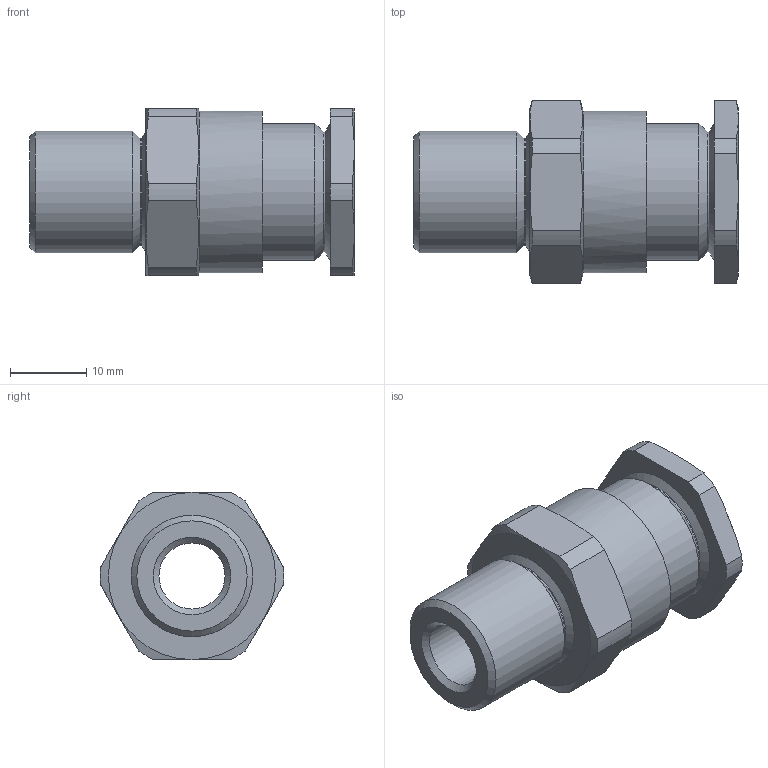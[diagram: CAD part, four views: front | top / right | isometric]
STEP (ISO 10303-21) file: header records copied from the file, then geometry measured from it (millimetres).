
FILE_DESCRIPTION (( 'STEP AP203' ), '1' );
FILE_NAME ('16A2F1RA.STEP', '2017-10-04T09:41:04', ( '' ), ( '' ), 'SwSTEP 2.0', 'SolidWorks 2017', '' );
FILE_SCHEMA (( 'CONFIG_CONTROL_DESIGN' ));
Length unit declared in the file: millimetre
Products named in the file (1): 16A2F1RA
Bounding box: 42.7 x 24.19 x 22 mm (x, y, z)
Surface area: 4577.2 mm2 (no closed solid volume)
Topology: 0 solids, 2 shells, 56 faces, 133 edges, 82 vertices
Faces by surface type: cylinder 19, cone 19, plane 17, torus 1
Full cylindrical faces by diameter (mm): 8.7 x1, 12.8 x1, 13.971 x1, 15.718 x1, 16 x1, 18 x1, 21.3 x1
Entity records: 1648 total; most frequent: CARTESIAN_POINT 363, DIRECTION 256, ORIENTED_EDGE 228, EDGE_CURVE 116, AXIS2_PLACEMENT_3D 113, VERTEX_POINT 80, EDGE_LOOP 76, FACE_OUTER_BOUND 64
